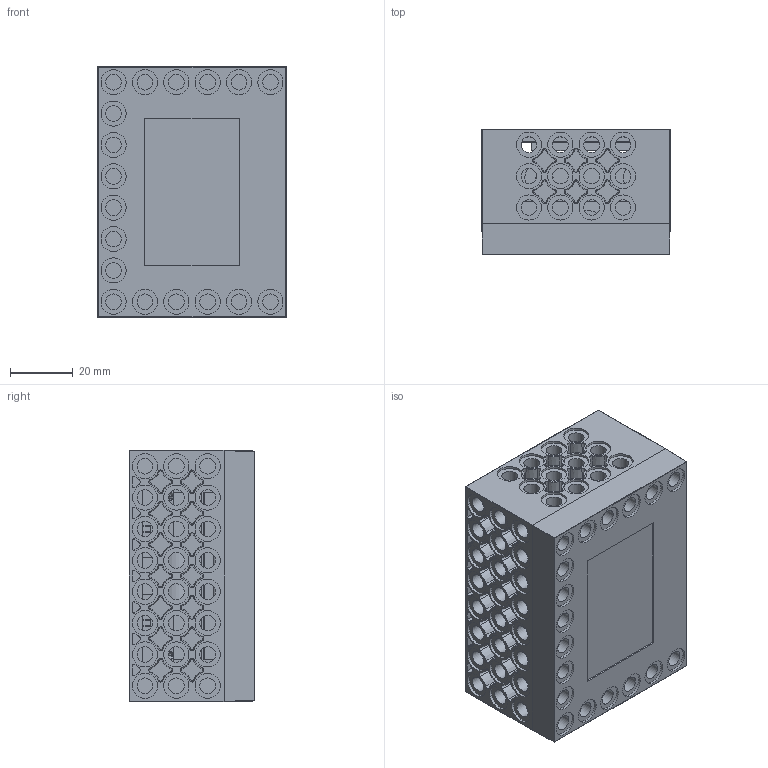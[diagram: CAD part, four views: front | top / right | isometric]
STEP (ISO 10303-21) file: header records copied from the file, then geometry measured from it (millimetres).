
FILE_DESCRIPTION(/* description */ (''),/* implementation_level */ '2;1');
FILE_NAME(/* name */ 'BAbeta.stp',/* time_stamp */ '2019-05-31T12:30:06+02:00',/* author */ ('Varga Daniel'),/* organization */ (''),/* preprocessor_version */ 'ST-DEVELOPER v18',/* originating_system */ 'Autodesk Inventor 2020',/* authorisation */ '');
FILE_SCHEMA (('AUTOMOTIVE_DESIGN { 1 0 10303 214 3 1 1 }'));
Length unit declared in the file: millimetre
Products named in the file (8): BACA_ASSEMBLY_ASM; BACA_ASM; BACA_1; BACA_2; BAcA_3; Battery_holder_WZY-148-1_with_cable; Battery_holder_WZY-148-1; Battery
Assembly tree (12 placements, depth 3):
  BACA_ASSEMBLY_ASM
    BACA_ASM
      BACA_1
      BACA_2
    BAcA_3
    Battery_holder_WZY-148-1_with_cable
      Battery_holder_WZY-148-1
      Battery  x6
Bounding box: 60 x 40 x 80 mm (x, y, z)
Volume: 117442.9 mm3; surface area: 100701 mm2
Topology: 28 solids, 28 shells, 1540 faces, 3852 edges, 2520 vertices
Faces by surface type: plane 632, cylinder 498, cone 214, torus 94, sphere 67, bspline 35
Full cylindrical faces by diameter (mm): 1.6 x7, 1.8 x9, 2 x17, 3.6 x3, 3.7 x3, 5 x72, 5.5 x6, 6 x7, 8 x72, 9 x6, 10.5 x6, 14.3 x6
Entity records: 50469 total; most frequent: CARTESIAN_POINT 13500, DIRECTION 8151, ORIENTED_EDGE 7296, EDGE_CURVE 3648, AXIS2_PLACEMENT_3D 3118, VERTEX_POINT 2375, LINE 1915, VECTOR 1915
